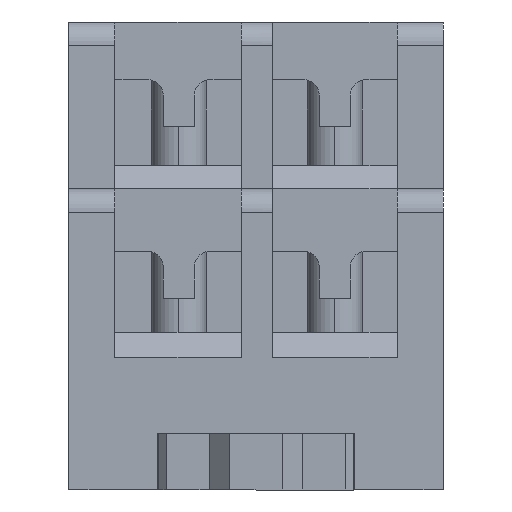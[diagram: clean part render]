
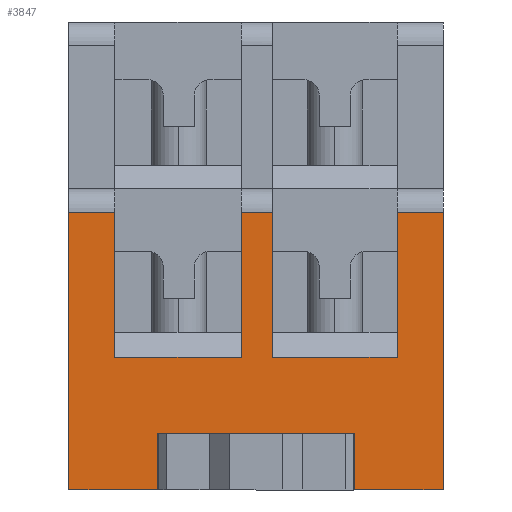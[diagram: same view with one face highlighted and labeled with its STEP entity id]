
A CAD part, front view. The second image highlights one B-rep face of the part: STEP entity #3847.
In plain terms, the highlighted planar face has unit normal (0, -1, 0).
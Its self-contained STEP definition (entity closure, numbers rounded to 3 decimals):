
#3733=AXIS2_PLACEMENT_3D('Plane Axis2P3D',#3730,#3731,#3732) ;
#3532=CARTESIAN_POINT('Vertex',(18.3,4.,3.6)) ;
#3537=CARTESIAN_POINT('Line Origine',(12.,4.,3.6)) ;
#3541=CARTESIAN_POINT('Vertex',(5.7,4.,3.6)) ;
#3699=CARTESIAN_POINT('Vertex',(5.7,4.,0.)) ;
#3702=CARTESIAN_POINT('Line Origine',(2.85,4.,0.)) ;
#3706=CARTESIAN_POINT('Vertex',(0.,4.,0.)) ;
#3730=CARTESIAN_POINT('Axis2P3D Location',(1.5,4.,30.)) ;
#3735=CARTESIAN_POINT('Line Origine',(2.95,4.,13.15)) ;
#3739=CARTESIAN_POINT('Vertex',(2.95,4.,17.8)) ;
#3741=CARTESIAN_POINT('Vertex',(2.95,4.,8.5)) ;
#3744=CARTESIAN_POINT('Line Origine',(1.475,4.,17.8)) ;
#3748=CARTESIAN_POINT('Vertex',(0.,4.,17.8)) ;
#3751=CARTESIAN_POINT('Line Origine',(0.,4.,8.9)) ;
#3756=CARTESIAN_POINT('Line Origine',(5.7,4.,1.8)) ;
#3761=CARTESIAN_POINT('Line Origine',(18.3,4.,1.8)) ;
#3765=CARTESIAN_POINT('Vertex',(18.3,4.,0.)) ;
#3768=CARTESIAN_POINT('Line Origine',(21.15,4.,0.)) ;
#3772=CARTESIAN_POINT('Vertex',(24.,4.,0.)) ;
#3775=CARTESIAN_POINT('Line Origine',(24.,4.,8.9)) ;
#3779=CARTESIAN_POINT('Vertex',(24.,4.,17.8)) ;
#3782=CARTESIAN_POINT('Line Origine',(22.525,4.,17.8)) ;
#3786=CARTESIAN_POINT('Vertex',(21.05,4.,17.8)) ;
#3789=CARTESIAN_POINT('Line Origine',(21.05,4.,13.15)) ;
#3793=CARTESIAN_POINT('Vertex',(21.05,4.,8.5)) ;
#3796=CARTESIAN_POINT('Line Origine',(17.05,4.,8.5)) ;
#3800=CARTESIAN_POINT('Vertex',(13.05,4.,8.5)) ;
#3803=CARTESIAN_POINT('Line Origine',(13.05,4.,13.15)) ;
#3807=CARTESIAN_POINT('Vertex',(13.05,4.,17.8)) ;
#3810=CARTESIAN_POINT('Line Origine',(12.05,4.,17.8)) ;
#3814=CARTESIAN_POINT('Vertex',(11.05,4.,17.8)) ;
#3817=CARTESIAN_POINT('Line Origine',(11.05,4.,13.15)) ;
#3821=CARTESIAN_POINT('Vertex',(11.05,4.,8.5)) ;
#3824=CARTESIAN_POINT('Line Origine',(7.,4.,8.5)) ;
#3538=DIRECTION('Vector Direction',(-1.,0.,0.)) ;
#3703=DIRECTION('Vector Direction',(1.,0.,0.)) ;
#3731=DIRECTION('Axis2P3D Direction',(0.,1.,0.)) ;
#3732=DIRECTION('Axis2P3D XDirection',(0.,0.,-1.)) ;
#3736=DIRECTION('Vector Direction',(0.,0.,-1.)) ;
#3745=DIRECTION('Vector Direction',(1.,0.,0.)) ;
#3752=DIRECTION('Vector Direction',(0.,0.,-1.)) ;
#3757=DIRECTION('Vector Direction',(0.,0.,-1.)) ;
#3762=DIRECTION('Vector Direction',(0.,0.,1.)) ;
#3769=DIRECTION('Vector Direction',(-1.,0.,0.)) ;
#3776=DIRECTION('Vector Direction',(0.,0.,1.)) ;
#3783=DIRECTION('Vector Direction',(-1.,0.,0.)) ;
#3790=DIRECTION('Vector Direction',(0.,0.,1.)) ;
#3797=DIRECTION('Vector Direction',(-1.,0.,0.)) ;
#3804=DIRECTION('Vector Direction',(0.,0.,-1.)) ;
#3811=DIRECTION('Vector Direction',(-1.,0.,0.)) ;
#3818=DIRECTION('Vector Direction',(0.,0.,1.)) ;
#3825=DIRECTION('Vector Direction',(-1.,0.,0.)) ;
#3539=VECTOR('Line Direction',#3538,1.) ;
#3704=VECTOR('Line Direction',#3703,1.) ;
#3737=VECTOR('Line Direction',#3736,1.) ;
#3746=VECTOR('Line Direction',#3745,1.) ;
#3753=VECTOR('Line Direction',#3752,1.) ;
#3758=VECTOR('Line Direction',#3757,1.) ;
#3763=VECTOR('Line Direction',#3762,1.) ;
#3770=VECTOR('Line Direction',#3769,1.) ;
#3777=VECTOR('Line Direction',#3776,1.) ;
#3784=VECTOR('Line Direction',#3783,1.) ;
#3791=VECTOR('Line Direction',#3790,1.) ;
#3798=VECTOR('Line Direction',#3797,1.) ;
#3805=VECTOR('Line Direction',#3804,1.) ;
#3812=VECTOR('Line Direction',#3811,1.) ;
#3819=VECTOR('Line Direction',#3818,1.) ;
#3826=VECTOR('Line Direction',#3825,1.) ;
#3830=ORIENTED_EDGE('',*,*,#3743,.F.) ;
#3831=ORIENTED_EDGE('',*,*,#3750,.F.) ;
#3832=ORIENTED_EDGE('',*,*,#3755,.F.) ;
#3833=ORIENTED_EDGE('',*,*,#3708,.T.) ;
#3834=ORIENTED_EDGE('',*,*,#3760,.F.) ;
#3835=ORIENTED_EDGE('',*,*,#3543,.F.) ;
#3836=ORIENTED_EDGE('',*,*,#3767,.T.) ;
#3837=ORIENTED_EDGE('',*,*,#3774,.F.) ;
#3838=ORIENTED_EDGE('',*,*,#3781,.F.) ;
#3839=ORIENTED_EDGE('',*,*,#3788,.T.) ;
#3840=ORIENTED_EDGE('',*,*,#3795,.T.) ;
#3841=ORIENTED_EDGE('',*,*,#3802,.T.) ;
#3842=ORIENTED_EDGE('',*,*,#3809,.F.) ;
#3843=ORIENTED_EDGE('',*,*,#3816,.F.) ;
#3844=ORIENTED_EDGE('',*,*,#3823,.T.) ;
#3845=ORIENTED_EDGE('',*,*,#3828,.T.) ;
#3847=ADVANCED_FACE('SOCKEL',(#3846),#3734,.F.) ;
#3543=EDGE_CURVE('',#3533,#3542,#3540,.T.) ;
#3708=EDGE_CURVE('',#3707,#3700,#3705,.T.) ;
#3743=EDGE_CURVE('',#3740,#3742,#3738,.T.) ;
#3750=EDGE_CURVE('',#3749,#3740,#3747,.T.) ;
#3755=EDGE_CURVE('',#3707,#3749,#3754,.F.) ;
#3760=EDGE_CURVE('',#3542,#3700,#3759,.T.) ;
#3767=EDGE_CURVE('',#3533,#3766,#3764,.F.) ;
#3774=EDGE_CURVE('',#3773,#3766,#3771,.T.) ;
#3781=EDGE_CURVE('',#3780,#3773,#3778,.F.) ;
#3788=EDGE_CURVE('',#3780,#3787,#3785,.T.) ;
#3795=EDGE_CURVE('',#3787,#3794,#3792,.F.) ;
#3802=EDGE_CURVE('',#3794,#3801,#3799,.T.) ;
#3809=EDGE_CURVE('',#3808,#3801,#3806,.T.) ;
#3816=EDGE_CURVE('',#3815,#3808,#3813,.F.) ;
#3823=EDGE_CURVE('',#3815,#3822,#3820,.F.) ;
#3828=EDGE_CURVE('',#3822,#3742,#3827,.T.) ;
#3829=EDGE_LOOP('',(#3830,#3831,#3832,#3833,#3834,#3835,#3836,#3837,#3838,#3839,#3840,#3841,#3842,#3843,#3844,#3845)) ;
#3846=FACE_OUTER_BOUND('',#3829,.T.) ;
#3540=LINE('Line',#3537,#3539) ;
#3705=LINE('Line',#3702,#3704) ;
#3738=LINE('Line',#3735,#3737) ;
#3747=LINE('Line',#3744,#3746) ;
#3754=LINE('Line',#3751,#3753) ;
#3759=LINE('Line',#3756,#3758) ;
#3764=LINE('Line',#3761,#3763) ;
#3771=LINE('Line',#3768,#3770) ;
#3778=LINE('Line',#3775,#3777) ;
#3785=LINE('Line',#3782,#3784) ;
#3792=LINE('Line',#3789,#3791) ;
#3799=LINE('Line',#3796,#3798) ;
#3806=LINE('Line',#3803,#3805) ;
#3813=LINE('Line',#3810,#3812) ;
#3820=LINE('Line',#3817,#3819) ;
#3827=LINE('Line',#3824,#3826) ;
#3734=PLANE('',#3733) ;
#3533=VERTEX_POINT('',#3532) ;
#3542=VERTEX_POINT('',#3541) ;
#3700=VERTEX_POINT('',#3699) ;
#3707=VERTEX_POINT('',#3706) ;
#3740=VERTEX_POINT('',#3739) ;
#3742=VERTEX_POINT('',#3741) ;
#3749=VERTEX_POINT('',#3748) ;
#3766=VERTEX_POINT('',#3765) ;
#3773=VERTEX_POINT('',#3772) ;
#3780=VERTEX_POINT('',#3779) ;
#3787=VERTEX_POINT('',#3786) ;
#3794=VERTEX_POINT('',#3793) ;
#3801=VERTEX_POINT('',#3800) ;
#3808=VERTEX_POINT('',#3807) ;
#3815=VERTEX_POINT('',#3814) ;
#3822=VERTEX_POINT('',#3821) ;
